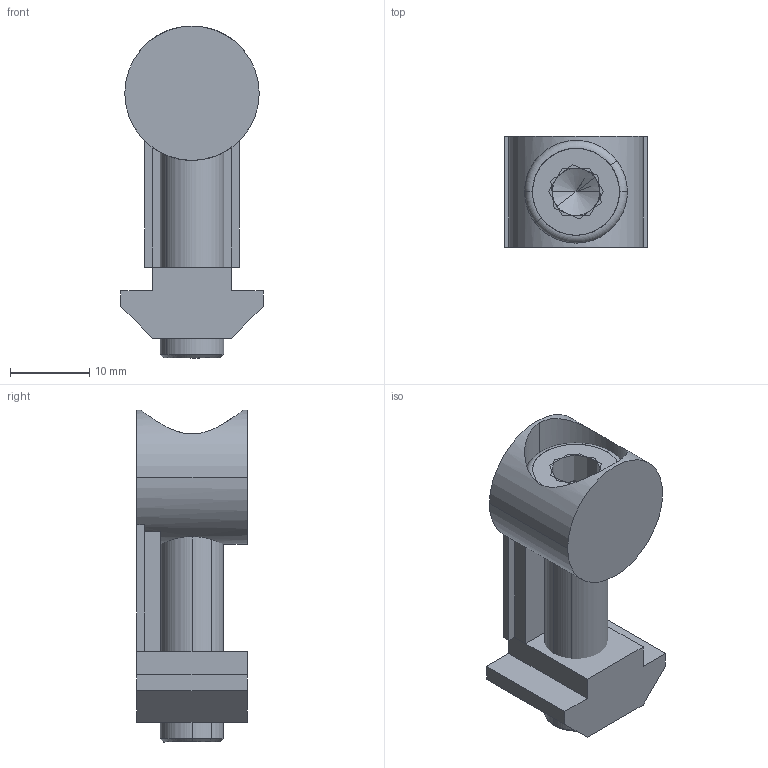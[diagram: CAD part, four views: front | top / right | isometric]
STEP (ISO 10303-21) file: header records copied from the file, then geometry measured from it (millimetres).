
FILE_DESCRIPTION (( 'STEP AP203' ), '1' );
FILE_NAME ('3.61.10.06.ST.STEP', '2014-06-25T02:46:03', ( 'USER' ), ( 'Microsoft' ), 'SwSTEP 2.0', 'SolidWorks 2012', '' );
FILE_SCHEMA (( 'CONFIG_CONTROL_DESIGN' ));
Length unit declared in the file: millimetre
Products named in the file (1): 3.61.10.06.ST
Bounding box: 18 x 14 x 42 mm (x, y, z)
Surface area: 4810.6 mm2 (no closed solid volume)
Topology: 0 solids, 6 shells, 66 faces, 179 edges, 114 vertices
Faces by surface type: plane 46, cylinder 8, cone 8, torus 4
Entity records: 2237 total; most frequent: CARTESIAN_POINT 509, DIRECTION 358, ORIENTED_EDGE 316, EDGE_CURVE 173, AXIS2_PLACEMENT_3D 122, VECTOR 114, LINE 114, VERTEX_POINT 112
